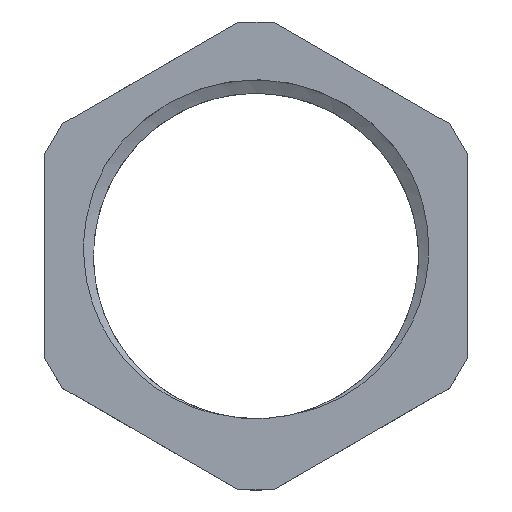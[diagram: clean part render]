
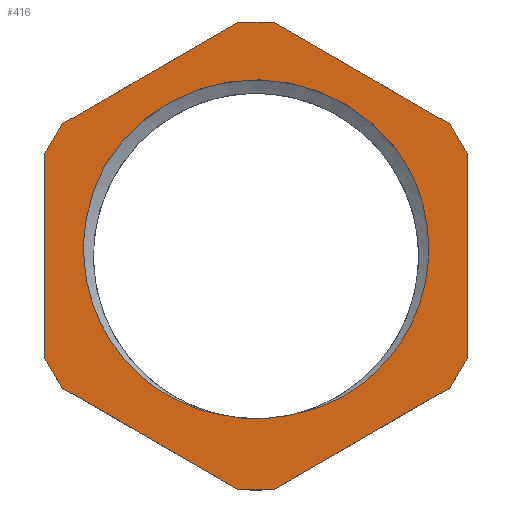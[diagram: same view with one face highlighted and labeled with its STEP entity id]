
A CAD part, top view. The second image highlights one B-rep face of the part: STEP entity #416.
In plain terms, the highlighted planar face has unit normal (0, 0, 1).
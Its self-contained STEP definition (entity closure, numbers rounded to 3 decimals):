
#16=FACE_BOUND('',#164,.T.);
#35=LINE('',#1043,#59);
#38=LINE('',#1057,#62);
#40=LINE('',#1063,#64);
#42=LINE('',#1075,#66);
#44=LINE('',#1081,#68);
#46=LINE('',#1093,#70);
#48=LINE('',#1099,#72);
#50=LINE('',#1112,#74);
#53=LINE('',#1125,#77);
#54=LINE('',#1130,#78);
#57=LINE('',#1143,#81);
#58=LINE('',#1146,#82);
#59=VECTOR('',#479,10.);
#62=VECTOR('',#484,10.);
#64=VECTOR('',#490,10.);
#66=VECTOR('',#494,10.);
#68=VECTOR('',#500,10.);
#70=VECTOR('',#504,10.);
#72=VECTOR('',#510,10.);
#74=VECTOR('',#514,10.);
#77=VECTOR('',#519,10.);
#78=VECTOR('',#524,10.);
#81=VECTOR('',#529,10.);
#82=VECTOR('',#534,10.);
#96=PLANE('',#462);
#98=CIRCLE('',#427,9.25);
#99=CIRCLE('',#429,10.011);
#138=FACE_OUTER_BOUND('',#163,.T.);
#163=EDGE_LOOP('',(#375,#376,#377,#378,#379,#380,#381,#382,#383,#384,#385,
#386));
#164=EDGE_LOOP('',(#387,#388,#389,#390));
#167=B_SPLINE_CURVE_WITH_KNOTS('',3,(#735,#736,#737,#738,#739,#740,#741,
#742,#743,#744,#745,#746,#747),.UNSPECIFIED.,.F.,.F.,(4,3,3,3,4),(-1.804,
-1.451,-0.977,-0.493,0.),
 .UNSPECIFIED.);
#172=B_SPLINE_CURVE_WITH_KNOTS('',3,(#1024,#1025,#1026,#1027,#1028,#1029,
#1030,#1031,#1032,#1033,#1034,#1035,#1036),.UNSPECIFIED.,.F.,.F.,(4,3,3,
3,4),(-1.801,-1.426,-0.941,-0.465,
0.),.UNSPECIFIED.);
#175=VERTEX_POINT('',#705);
#176=VERTEX_POINT('',#734);
#178=VERTEX_POINT('',#779);
#180=VERTEX_POINT('',#947);
#181=VERTEX_POINT('',#1041);
#182=VERTEX_POINT('',#1042);
#186=VERTEX_POINT('',#1056);
#188=VERTEX_POINT('',#1062);
#191=VERTEX_POINT('',#1074);
#193=VERTEX_POINT('',#1080);
#196=VERTEX_POINT('',#1092);
#198=VERTEX_POINT('',#1098);
#201=VERTEX_POINT('',#1110);
#202=VERTEX_POINT('',#1111);
#206=VERTEX_POINT('',#1128);
#207=VERTEX_POINT('',#1129);
#213=EDGE_CURVE('',#175,#176,#167,.T.);
#217=EDGE_CURVE('',#178,#175,#98,.T.);
#220=EDGE_CURVE('',#180,#178,#172,.T.);
#221=EDGE_CURVE('',#180,#176,#99,.T.);
#223=EDGE_CURVE('',#181,#182,#35,.T.);
#228=EDGE_CURVE('',#182,#186,#38,.T.);
#231=EDGE_CURVE('',#186,#188,#40,.T.);
#235=EDGE_CURVE('',#188,#191,#42,.T.);
#238=EDGE_CURVE('',#191,#193,#44,.T.);
#242=EDGE_CURVE('',#193,#196,#46,.T.);
#245=EDGE_CURVE('',#196,#198,#48,.T.);
#249=EDGE_CURVE('',#201,#202,#50,.T.);
#254=EDGE_CURVE('',#202,#181,#53,.T.);
#256=EDGE_CURVE('',#206,#207,#54,.T.);
#261=EDGE_CURVE('',#198,#206,#57,.T.);
#263=EDGE_CURVE('',#207,#201,#58,.T.);
#375=ORIENTED_EDGE('',*,*,#261,.T.);
#376=ORIENTED_EDGE('',*,*,#256,.T.);
#377=ORIENTED_EDGE('',*,*,#263,.T.);
#378=ORIENTED_EDGE('',*,*,#249,.T.);
#379=ORIENTED_EDGE('',*,*,#254,.T.);
#380=ORIENTED_EDGE('',*,*,#223,.T.);
#381=ORIENTED_EDGE('',*,*,#228,.T.);
#382=ORIENTED_EDGE('',*,*,#231,.T.);
#383=ORIENTED_EDGE('',*,*,#235,.T.);
#384=ORIENTED_EDGE('',*,*,#238,.T.);
#385=ORIENTED_EDGE('',*,*,#242,.T.);
#386=ORIENTED_EDGE('',*,*,#245,.T.);
#387=ORIENTED_EDGE('',*,*,#221,.T.);
#388=ORIENTED_EDGE('',*,*,#213,.F.);
#389=ORIENTED_EDGE('',*,*,#217,.F.);
#390=ORIENTED_EDGE('',*,*,#220,.F.);
#416=ADVANCED_FACE('',(#138,#16),#96,.T.);
#427=AXIS2_PLACEMENT_3D('',#808,#469,#470);
#429=AXIS2_PLACEMENT_3D('',#1038,#473,#474);
#462=AXIS2_PLACEMENT_3D('',#1161,#563,#564);
#469=DIRECTION('center_axis',(0.,0.,1.));
#470=DIRECTION('ref_axis',(-1.,0.,0.));
#473=DIRECTION('center_axis',(0.,0.,-1.));
#474=DIRECTION('ref_axis',(-1.,0.,0.));
#479=DIRECTION('',(0.866,0.5,0.));
#484=DIRECTION('',(0.5,0.866,0.));
#490=DIRECTION('',(0.,1.,0.));
#494=DIRECTION('',(-0.5,0.866,0.));
#500=DIRECTION('',(-0.866,0.5,0.));
#504=DIRECTION('',(-1.,0.,0.));
#510=DIRECTION('',(-0.866,-0.5,0.));
#514=DIRECTION('',(0.866,-0.5,0.));
#519=DIRECTION('',(1.,0.,0.));
#524=DIRECTION('',(0.,-1.,0.));
#529=DIRECTION('',(-0.5,-0.866,0.));
#534=DIRECTION('',(0.5,-0.866,0.));
#563=DIRECTION('center_axis',(0.,0.,1.));
#564=DIRECTION('ref_axis',(1.,0.,0.));
#705=CARTESIAN_POINT('',(1.923,-9.048,2.87));
#734=CARTESIAN_POINT('',(8.773,4.823,2.87));
#735=CARTESIAN_POINT('Ctrl Pts',(1.923,-9.048,2.87));
#736=CARTESIAN_POINT('Ctrl Pts',(3.08,-8.854,2.87));
#737=CARTESIAN_POINT('Ctrl Pts',(4.194,-8.442,2.87));
#738=CARTESIAN_POINT('Ctrl Pts',(5.198,-7.837,2.87));
#739=CARTESIAN_POINT('Ctrl Pts',(6.547,-7.024,2.87));
#740=CARTESIAN_POINT('Ctrl Pts',(7.684,-5.867,2.87));
#741=CARTESIAN_POINT('Ctrl Pts',(8.48,-4.514,2.87));
#742=CARTESIAN_POINT('Ctrl Pts',(9.293,-3.132,2.87));
#743=CARTESIAN_POINT('Ctrl Pts',(9.753,-1.538,2.87));
#744=CARTESIAN_POINT('Ctrl Pts',(9.809,0.066,2.87));
#745=CARTESIAN_POINT('Ctrl Pts',(9.866,1.702,2.87));
#746=CARTESIAN_POINT('Ctrl Pts',(9.506,3.35,2.87));
#747=CARTESIAN_POINT('Ctrl Pts',(8.773,4.823,2.87));
#779=CARTESIAN_POINT('',(-2.3,-8.959,2.87));
#808=CARTESIAN_POINT('Origin',(0.,0.,2.87));
#947=CARTESIAN_POINT('',(-8.563,5.186,2.87));
#1024=CARTESIAN_POINT('Ctrl Pts',(-8.563,5.186,2.87));
#1025=CARTESIAN_POINT('Ctrl Pts',(-9.165,4.091,2.87));
#1026=CARTESIAN_POINT('Ctrl Pts',(-9.561,2.889,2.87));
#1027=CARTESIAN_POINT('Ctrl Pts',(-9.719,1.651,2.87));
#1028=CARTESIAN_POINT('Ctrl Pts',(-9.924,0.047,
2.87));
#1029=CARTESIAN_POINT('Ctrl Pts',(-9.724,-1.606,2.87));
#1030=CARTESIAN_POINT('Ctrl Pts',(-9.142,-3.107,2.87));
#1031=CARTESIAN_POINT('Ctrl Pts',(-8.571,-4.579,2.87));
#1032=CARTESIAN_POINT('Ctrl Pts',(-7.628,-5.912,2.87));
#1033=CARTESIAN_POINT('Ctrl Pts',(-6.425,-6.935,2.87));
#1034=CARTESIAN_POINT('Ctrl Pts',(-5.246,-7.935,2.87));
#1035=CARTESIAN_POINT('Ctrl Pts',(-3.819,-8.64,2.87));
#1036=CARTESIAN_POINT('Ctrl Pts',(-2.3,-8.959,2.87));
#1038=CARTESIAN_POINT('Origin',(0.,0.,2.87));
#1041=CARTESIAN_POINT('',(0.973,-13.294,2.87));
#1042=CARTESIAN_POINT('',(11.027,-7.49,2.87));
#1043=CARTESIAN_POINT('',(11.394,-7.278,2.87));
#1056=CARTESIAN_POINT('',(12.,-5.804,2.87));
#1057=CARTESIAN_POINT('',(11.757,-6.226,2.87));
#1062=CARTESIAN_POINT('',(12.,5.804,2.87));
#1063=CARTESIAN_POINT('',(12.,-0.424,2.87));
#1074=CARTESIAN_POINT('',(11.027,7.49,2.87));
#1075=CARTESIAN_POINT('',(14.15,2.079,2.87));
#1080=CARTESIAN_POINT('',(0.973,13.294,2.87));
#1081=CARTESIAN_POINT('',(9.248,8.517,2.87));
#1092=CARTESIAN_POINT('',(-0.973,13.294,2.87));
#1093=CARTESIAN_POINT('',(5.274,13.294,2.87));
#1098=CARTESIAN_POINT('',(-11.027,7.49,2.87));
#1099=CARTESIAN_POINT('',(-5.633,10.604,2.87));
#1110=CARTESIAN_POINT('',(-11.027,-7.49,2.87));
#1111=CARTESIAN_POINT('',(-0.973,-13.294,2.87));
#1112=CARTESIAN_POINT('',(2.274,-15.17,2.87));
#1125=CARTESIAN_POINT('',(6.248,-13.294,2.87));
#1128=CARTESIAN_POINT('',(-12.,5.804,2.87));
#1129=CARTESIAN_POINT('',(-12.,-5.804,2.87));
#1130=CARTESIAN_POINT('',(-12.,-6.228,2.87));
#1143=CARTESIAN_POINT('',(-11.757,6.226,2.87));
#1146=CARTESIAN_POINT('',(-8.389,-12.058,2.87));
#1161=CARTESIAN_POINT('Origin',(11.522,-6.652,2.87));
